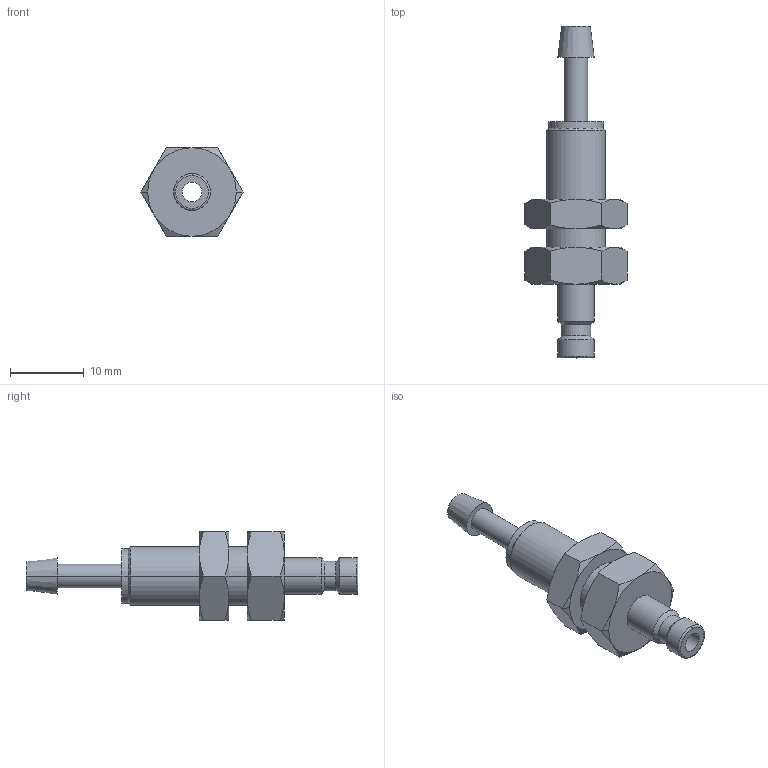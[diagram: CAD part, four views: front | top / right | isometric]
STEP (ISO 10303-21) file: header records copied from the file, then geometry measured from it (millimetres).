
FILE_DESCRIPTION(('STEP AP214'),'1');
FILE_NAME('esmcn_5_ssv.stp','2020-04-23T07:28:33',('TraceParts'),('TraceParts S.A.'),'Spatial InterOp 3D',' ',' ');
FILE_SCHEMA(('automotive_design'));
Length unit declared in the file: millimetre
Products named in the file (2): 1; 2
Bounding box: 13.86 x 45 x 12 mm (x, y, z)
Volume: 1847.5 mm3; surface area: 1958.2 mm2
Topology: 2 solids, 2 shells, 82 faces, 175 edges, 101 vertices
Faces by surface type: cone 44, plane 20, cylinder 16, torus 2
Entity records: 2685 total; most frequent: CARTESIAN_POINT 552, DIRECTION 374, ORIENTED_EDGE 350, EDGE_CURVE 175, AXIS2_PLACEMENT_3D 163, VERTEX_POINT 101, EDGE_LOOP 90, ADVANCED_FACE 82
